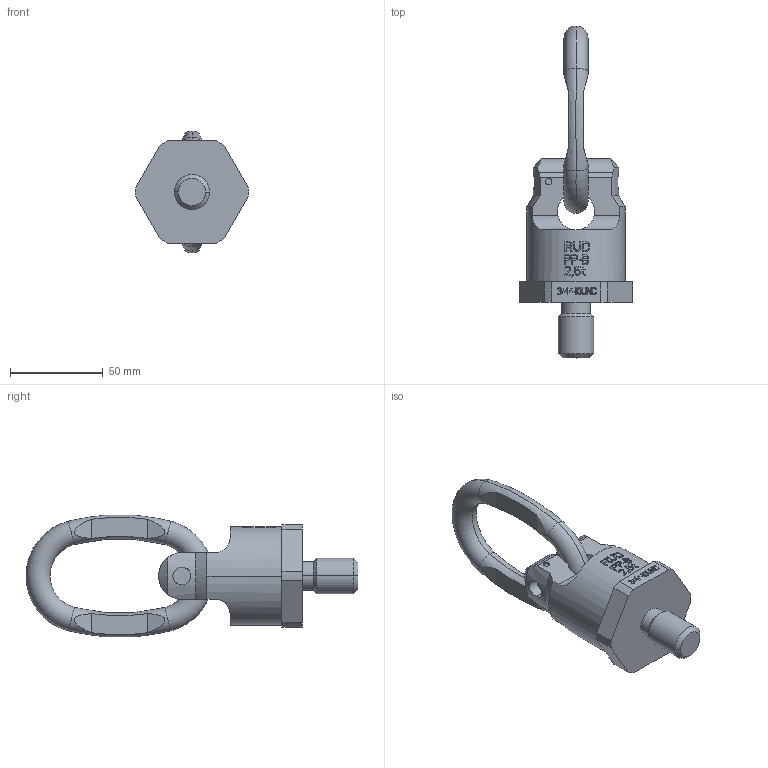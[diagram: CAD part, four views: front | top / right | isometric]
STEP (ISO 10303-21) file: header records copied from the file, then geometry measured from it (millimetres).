
FILE_DESCRIPTION((''),'2;1');
FILE_NAME('4PP-B-2_5T-3_4Z','2005-01-19T',('jakubetz'),(''),'PRO/ENGINEER BY PARAMETRIC TECHNOLOGY CORPORATION, 2001400','PRO/ENGINEER BY PARAMETRIC TECHNOLOGY CORPORATION, 2001400','');
FILE_SCHEMA(('CONFIG_CONTROL_DESIGN'));
Length unit declared in the file: millimetre
Products named in the file (1): 4PP-B-2_5T-3_4Z
Bounding box: 60.98 x 179 x 65.65 mm (x, y, z)
Volume: 157291.8 mm3; surface area: 33371.6 mm2
Topology: 3 solids, 3 shells, 589 faces, 1622 edges, 1076 vertices
Faces by surface type: plane 525, cylinder 48, cone 8, torus 8
Entity records: 19385 total; most frequent: CARTESIAN_POINT 4870, ORIENTED_EDGE 3244, DIRECTION 2614, EDGE_CURVE 1622, VECTOR 1084, LINE 1084, VERTEX_POINT 1076, AXIS2_PLACEMENT_3D 765
